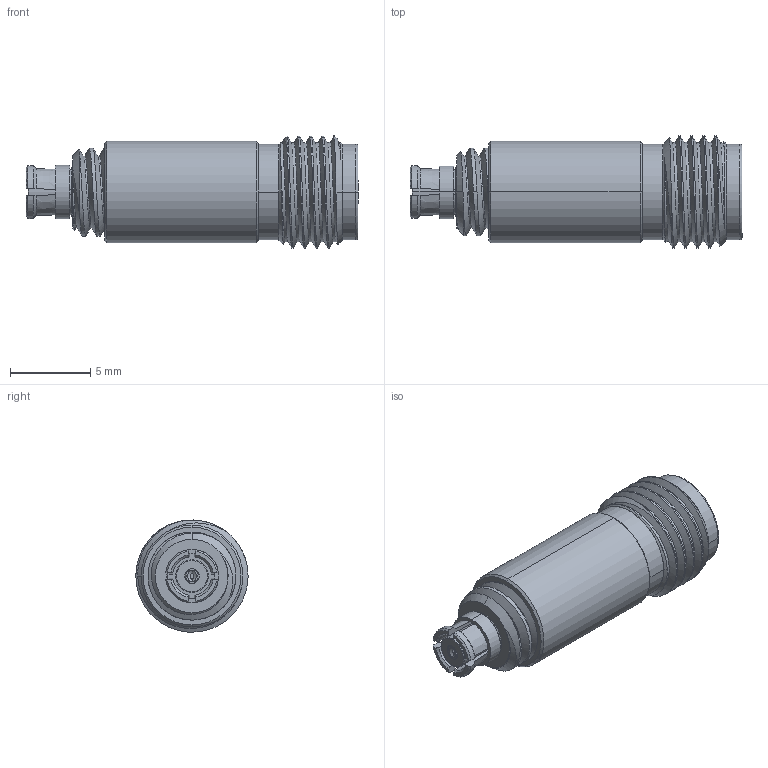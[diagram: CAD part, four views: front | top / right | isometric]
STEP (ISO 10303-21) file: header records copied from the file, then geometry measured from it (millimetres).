
FILE_DESCRIPTION (( 'STEP AP203' ), '1' );
FILE_NAME ('SM8861.step', '2019-08-13T21:22:54', ( '' ), ( '' ), 'SwSTEP 2.0', 'SolidWorks 2018', '' );
FILE_SCHEMA (( 'CONFIG_CONTROL_DESIGN' ));
Length unit declared in the file: inch
Products named in the file (1): SM8861
Bounding box: 20.7 x 7 x 6.99 mm (x, y, z)
Volume: 474.8 mm3; surface area: 662.6 mm2
Topology: 1 solids, 3 shells, 175 faces, 491 edges, 332 vertices
Faces by surface type: cylinder 54, plane 52, cone 38, bspline 29, torus 2
Entity records: 8843 total; most frequent: CARTESIAN_POINT 4670, ORIENTED_EDGE 982, DIRECTION 735, EDGE_CURVE 491, VERTEX_POINT 332, AXIS2_PLACEMENT_3D 299, EDGE_LOOP 191, ADVANCED_FACE 175
